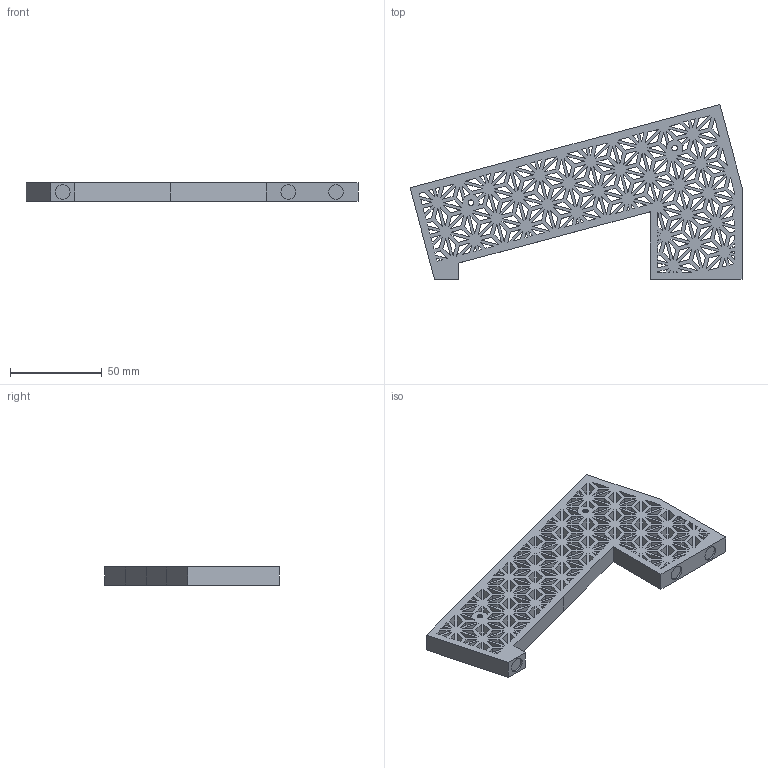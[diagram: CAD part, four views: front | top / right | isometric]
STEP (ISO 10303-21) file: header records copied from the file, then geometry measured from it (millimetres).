
FILE_DESCRIPTION(('STEP AP242'), '1');
FILE_NAME('octatrack stands v3.stl', '2025-07-02T23:29:04', ('vireal'), (''), 'C3D Converter', 'C3D Toolkit', '');
FILE_SCHEMA(('AP242_MANAGED_MODEL_BASED_3D_ENGINEERING_MIM_LF { 1 0 10303 442 1 1 4 }'));
Length unit declared in the file: millimetre
Products named in the file (1): -left
Bounding box: 181.1 x 95.31 x 10 mm (x, y, z)
Volume: 73828.5 mm3; surface area: 67073.4 mm2
Topology: 1 solids, 1 shells, 996 faces, 2966 edges, 1972 vertices
Faces by surface type: plane 993, cylinder 3
Full cylindrical faces by diameter (mm): 8.1 x3
Entity records: 33645 total; most frequent: CARTESIAN_POINT 5916, ORIENTED_EDGE 5898, DIRECTION 4955, EDGE_CURVE 2949, LINE 2943, VECTOR 2943, VERTEX_POINT 1961, EDGE_LOOP 1496
